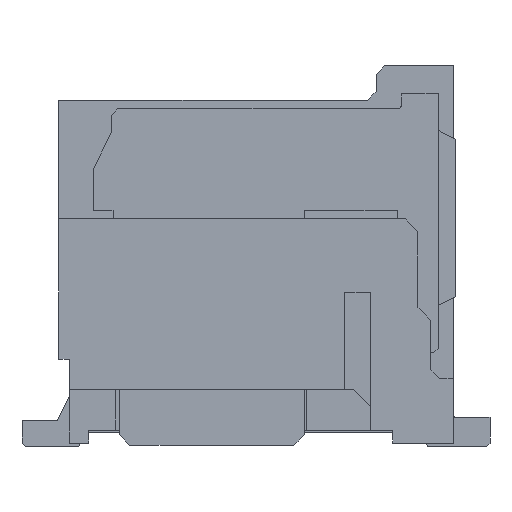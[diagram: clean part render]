
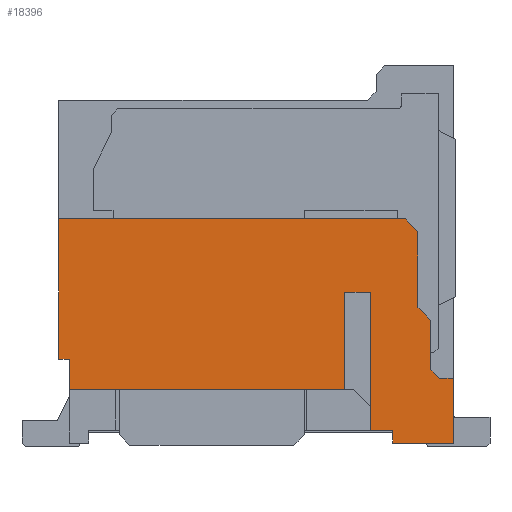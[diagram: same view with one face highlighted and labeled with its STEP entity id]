
A CAD part, left-side view. The second image highlights one B-rep face of the part: STEP entity #18396.
In plain terms, the highlighted planar face has unit normal (-1, 0, 0).
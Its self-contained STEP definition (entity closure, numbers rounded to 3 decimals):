
#41=DIRECTION('',(0.,-1.,0.));
#42=VECTOR('',#41,1.4);
#43=CARTESIAN_POINT('',(-5.9,-3.175,-4.375));
#44=LINE('',#43,#42);
#2237=DIRECTION('',(0.,0.,1.));
#2238=VECTOR('',#2237,1.5);
#2239=CARTESIAN_POINT('',(-5.9,-4.575,-4.375));
#2240=LINE('',#2239,#2238);
#6579=DIRECTION('',(0.,0.,1.));
#6580=VECTOR('',#6579,3.25);
#6581=CARTESIAN_POINT('',(-5.9,4.575,-2.425));
#6582=LINE('',#6581,#6580);
#6583=DIRECTION('',(0.,-1.,0.));
#6584=VECTOR('',#6583,8.03);
#6585=CARTESIAN_POINT('',(-5.9,4.575,0.825));
#6586=LINE('',#6585,#6584);
#6587=DIRECTION('',(0.,0.707,0.707));
#6588=VECTOR('',#6587,0.424);
#6589=CARTESIAN_POINT('',(-5.9,-3.755,0.525));
#6590=LINE('',#6589,#6588);
#6591=DIRECTION('',(0.,0.,1.));
#6592=VECTOR('',#6591,1.75);
#6593=CARTESIAN_POINT('',(-5.9,-3.755,-1.225));
#6594=LINE('',#6593,#6592);
#6595=DIRECTION('',(0.,0.707,0.707));
#6596=VECTOR('',#6595,0.424);
#6597=CARTESIAN_POINT('',(-5.9,-4.055,-1.525));
#6598=LINE('',#6597,#6596);
#6599=DIRECTION('',(0.,0.,1.));
#6600=VECTOR('',#6599,1.15);
#6601=CARTESIAN_POINT('',(-5.9,-4.055,-2.675));
#6602=LINE('',#6601,#6600);
#6603=DIRECTION('',(0.,0.707,0.707));
#6604=VECTOR('',#6603,0.283);
#6605=CARTESIAN_POINT('',(-5.9,-4.255,-2.875));
#6606=LINE('',#6605,#6604);
#6607=DIRECTION('',(0.,1.,0.));
#6608=VECTOR('',#6607,0.32);
#6609=CARTESIAN_POINT('',(-5.9,-4.575,-2.875));
#6610=LINE('',#6609,#6608);
#6611=DIRECTION('',(0.,0.,1.));
#6612=VECTOR('',#6611,0.3);
#6613=CARTESIAN_POINT('',(-5.9,-3.175,-4.375));
#6614=LINE('',#6613,#6612);
#6615=DIRECTION('',(0.,1.,0.));
#6616=VECTOR('',#6615,0.52);
#6617=CARTESIAN_POINT('',(-5.9,-3.175,-4.075));
#6618=LINE('',#6617,#6616);
#6619=DIRECTION('',(0.,-1.,0.));
#6620=VECTOR('',#6619,0.6);
#6621=CARTESIAN_POINT('',(-5.9,-2.055,-0.875));
#6622=LINE('',#6621,#6620);
#6623=DIRECTION('',(0.,0.,1.));
#6624=VECTOR('',#6623,2.25);
#6625=CARTESIAN_POINT('',(-5.9,-2.055,-3.125));
#6626=LINE('',#6625,#6624);
#6627=DIRECTION('',(0.,-1.,0.));
#6628=VECTOR('',#6627,6.38);
#6629=CARTESIAN_POINT('',(-5.9,4.325,-3.125));
#6630=LINE('',#6629,#6628);
#6631=DIRECTION('',(0.,0.,1.));
#6632=VECTOR('',#6631,0.7);
#6633=CARTESIAN_POINT('',(-5.9,4.325,-3.125));
#6634=LINE('',#6633,#6632);
#6635=DIRECTION('',(0.,-1.,0.));
#6636=VECTOR('',#6635,0.25);
#6637=CARTESIAN_POINT('',(-5.9,4.575,-2.425));
#6638=LINE('',#6637,#6636);
#6767=DIRECTION('',(0.,0.,-1.));
#6768=VECTOR('',#6767,3.2);
#6769=CARTESIAN_POINT('',(-5.9,-2.655,-0.875));
#6770=LINE('',#6769,#6768);
#7575=CARTESIAN_POINT('',(-5.9,-4.575,-2.875));
#7576=CARTESIAN_POINT('',(-5.9,-4.255,-2.875));
#7577=VERTEX_POINT('',#7575);
#7578=VERTEX_POINT('',#7576);
#7579=CARTESIAN_POINT('',(-5.9,-4.055,-2.675));
#7580=VERTEX_POINT('',#7579);
#7581=CARTESIAN_POINT('',(-5.9,-4.055,-1.525));
#7582=VERTEX_POINT('',#7581);
#7583=CARTESIAN_POINT('',(-5.9,-3.755,-1.225));
#7584=VERTEX_POINT('',#7583);
#7585=CARTESIAN_POINT('',(-5.9,-3.755,0.525));
#7586=VERTEX_POINT('',#7585);
#7587=CARTESIAN_POINT('',(-5.9,-3.455,0.825));
#7588=VERTEX_POINT('',#7587);
#7589=CARTESIAN_POINT('',(-5.9,4.575,0.825));
#7590=VERTEX_POINT('',#7589);
#7603=CARTESIAN_POINT('',(-5.9,-4.575,-4.375));
#7604=VERTEX_POINT('',#7603);
#7607=CARTESIAN_POINT('',(-5.9,4.575,-2.425));
#7608=VERTEX_POINT('',#7607);
#7664=CARTESIAN_POINT('',(-5.9,-3.175,-4.375));
#7666=VERTEX_POINT('',#7664);
#7685=CARTESIAN_POINT('',(-5.9,-2.655,-4.075));
#7686=VERTEX_POINT('',#7685);
#7690=CARTESIAN_POINT('',(-5.9,-3.175,-4.075));
#7692=VERTEX_POINT('',#7690);
#7983=CARTESIAN_POINT('',(-5.9,4.325,-2.425));
#7985=VERTEX_POINT('',#7983);
#8615=CARTESIAN_POINT('',(-5.9,4.325,-3.125));
#8616=VERTEX_POINT('',#8615);
#8643=CARTESIAN_POINT('',(-5.9,-2.055,-3.125));
#8644=CARTESIAN_POINT('',(-5.9,-2.055,-0.875));
#8645=VERTEX_POINT('',#8643);
#8646=VERTEX_POINT('',#8644);
#8647=CARTESIAN_POINT('',(-5.9,-2.655,-0.875));
#8648=VERTEX_POINT('',#8647);
#18360=CARTESIAN_POINT('',(-5.9,4.575,-4.375));
#18361=DIRECTION('',(-1.,0.,0.));
#18362=DIRECTION('',(0.,-1.,0.));
#18363=AXIS2_PLACEMENT_3D('',#18360,#18361,#18362);
#18364=PLANE('',#18363);
#18365=ORIENTED_EDGE('',*,*,#16672,.T.);
#18367=ORIENTED_EDGE('',*,*,#18366,.T.);
#18369=ORIENTED_EDGE('',*,*,#18368,.F.);
#18371=ORIENTED_EDGE('',*,*,#18370,.F.);
#18373=ORIENTED_EDGE('',*,*,#18372,.F.);
#18375=ORIENTED_EDGE('',*,*,#18374,.F.);
#18376=ORIENTED_EDGE('',*,*,#18338,.F.);
#18377=ORIENTED_EDGE('',*,*,#18355,.F.);
#18378=ORIENTED_EDGE('',*,*,#11707,.F.);
#18379=ORIENTED_EDGE('',*,*,#9418,.F.);
#18381=ORIENTED_EDGE('',*,*,#18380,.T.);
#18382=ORIENTED_EDGE('',*,*,#10507,.T.);
#18384=ORIENTED_EDGE('',*,*,#18383,.F.);
#18386=ORIENTED_EDGE('',*,*,#18385,.F.);
#18388=ORIENTED_EDGE('',*,*,#18387,.F.);
#18390=ORIENTED_EDGE('',*,*,#18389,.F.);
#18391=ORIENTED_EDGE('',*,*,#9469,.T.);
#18393=ORIENTED_EDGE('',*,*,#18392,.F.);
#18394=EDGE_LOOP('',(#18365,#18367,#18369,#18371,#18373,#18375,#18376,#18377,
#18378,#18379,#18381,#18382,#18384,#18386,#18388,#18390,#18391,#18393));
#18395=FACE_OUTER_BOUND('',#18394,.F.);
#18396=ADVANCED_FACE('',(#18395),#18364,.T.);
#9418=EDGE_CURVE('',#7666,#7604,#44,.T.);
#9469=EDGE_CURVE('',#8616,#7985,#6634,.T.);
#10507=EDGE_CURVE('',#7692,#7686,#6618,.T.);
#11707=EDGE_CURVE('',#7604,#7577,#2240,.T.);
#16672=EDGE_CURVE('',#7608,#7590,#6582,.T.);
#18338=EDGE_CURVE('',#7578,#7580,#6606,.T.);
#18355=EDGE_CURVE('',#7577,#7578,#6610,.T.);
#18366=EDGE_CURVE('',#7590,#7588,#6586,.T.);
#18368=EDGE_CURVE('',#7586,#7588,#6590,.T.);
#18370=EDGE_CURVE('',#7584,#7586,#6594,.T.);
#18372=EDGE_CURVE('',#7582,#7584,#6598,.T.);
#18374=EDGE_CURVE('',#7580,#7582,#6602,.T.);
#18380=EDGE_CURVE('',#7666,#7692,#6614,.T.);
#18383=EDGE_CURVE('',#8648,#7686,#6770,.T.);
#18385=EDGE_CURVE('',#8646,#8648,#6622,.T.);
#18387=EDGE_CURVE('',#8645,#8646,#6626,.T.);
#18389=EDGE_CURVE('',#8616,#8645,#6630,.T.);
#18392=EDGE_CURVE('',#7608,#7985,#6638,.T.);
